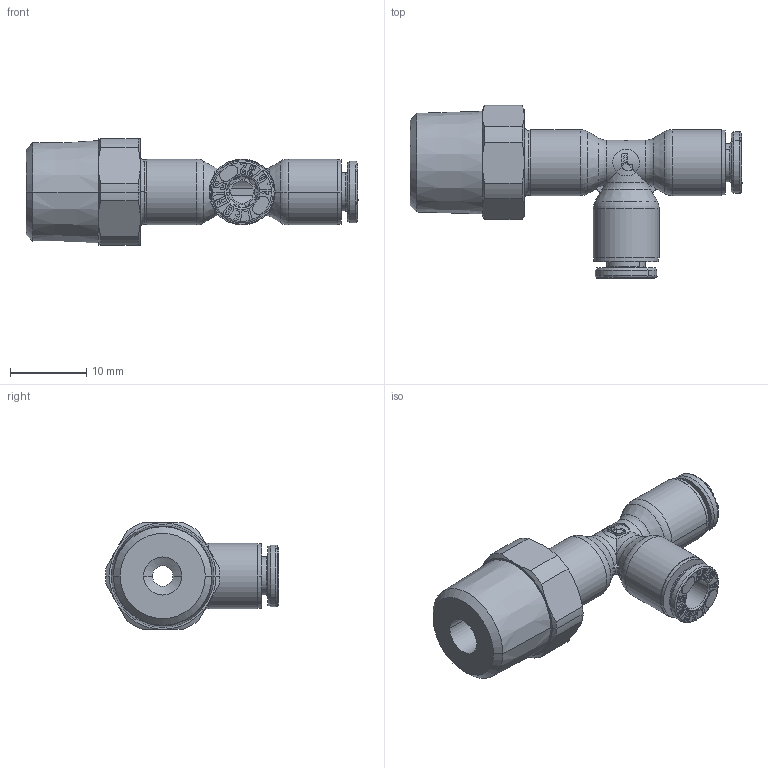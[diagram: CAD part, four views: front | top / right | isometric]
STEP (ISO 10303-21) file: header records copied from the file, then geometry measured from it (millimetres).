
FILE_DESCRIPTION(('STEP AP214'),'1');
FILE_NAME('6803_04_13.stp','2016-07-07T14:39:45',('TraceParts'),('TraceParts S.A.'),'Spatial InterOp 3D',' ',' ');
FILE_SCHEMA(('automotive_design'));
Length unit declared in the file: millimetre
Products named in the file (13): 6803 04 13|44104-64_ASM_687#44104-64_ASM|44104-26_683#44104-26;Solide1; 6803 04 13|44104-64_ASM_687#44104-64_ASM|44104_684#44104;Solide1; 6803 04 13|44104-64_ASM_687#44104-64_ASM|44104-27_685#44104-27;Solide1; 6803 04 13|44104-64_ASM_687#44104-64_ASM|44124-20_686#44124-20;Solide1; 6803 04 13|44104-64_ASM_691#44104-64_ASM|44104-26_683#44104-26;Solide1; 6803 04 13|44104-64_ASM_691#44104-64_ASM|44104_684#44104;Solide1; 6803 04 13|44104-64_ASM_691#44104-64_ASM|44104-27_685#44104-27;Solide1; 6803 04 13|44104-64_ASM_691#44104-64_ASM|44124-20_686#44124-20;Solide1; 6803 04 13|44524-04_681#44524-04;Solide1; 6803 04 13|44104-11-10_ASS_682#44104-11-10_ASS;Solide1; 6803 04 13|44104-11-10_688#44104-11-10;Solide1; 6803 04 13|44310-15-69_689#44310-15-69;Solide1; 6803 04 13|44104-11-10_ASS_690#44104-11-10_ASS;Solide1
Bounding box: 43.54 x 22.69 x 14 mm (x, y, z)
Volume: 3324.3 mm3; surface area: 4656.7 mm2
Topology: 13 solids, 13 shells, 1405 faces, 3662 edges, 2312 vertices
Faces by surface type: plane 424, bspline 334, cylinder 271, torus 204, cone 164, sphere 8
Full cylindrical faces by diameter (mm): 1 x1, 2 x1, 3 x1, 4.08 x1, 6.99 x3, 7 x3, 7.32 x3, 8.65 x2
Entity records: 62527 total; most frequent: CARTESIAN_POINT 17842, ORIENTED_EDGE 7230, DIRECTION 6563, EDGE_CURVE 3615, AXIS2_PLACEMENT_3D 2551, VERTEX_POINT 2310, EDGE_LOOP 1507, LINE 1461
